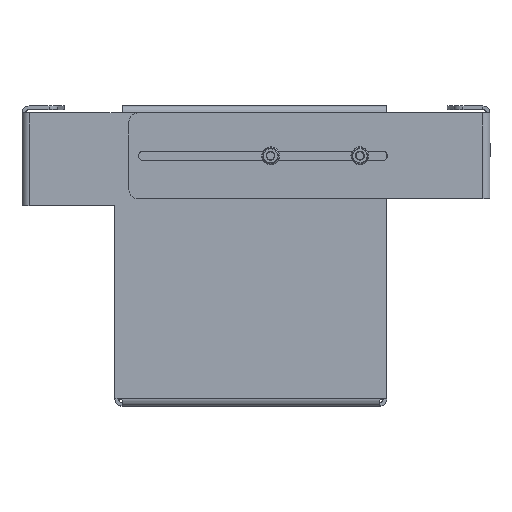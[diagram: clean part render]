
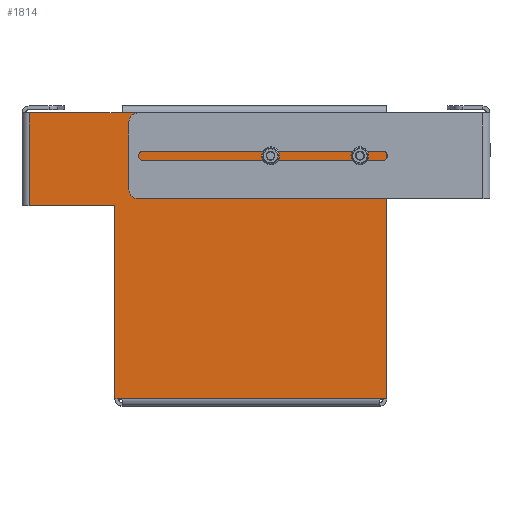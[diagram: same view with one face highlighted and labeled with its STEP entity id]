
A CAD part, top view. The second image highlights one B-rep face of the part: STEP entity #1814.
In plain terms, the highlighted planar face has unit normal (0, 0, 1).
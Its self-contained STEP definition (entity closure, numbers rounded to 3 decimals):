
#5 = VERTEX_POINT ( 'NONE', #3514 ) ;
#6 = VERTEX_POINT ( 'NONE', #5884 ) ;
#18 = CARTESIAN_POINT ( 'NONE',  ( 144., 2., 4. ) ) ;
#30 = CARTESIAN_POINT ( 'NONE',  ( -4., 2., 4. ) ) ;
#156 = EDGE_CURVE ( 'NONE', #5814, #2058, #3823, .T. ) ;
#210 = PLANE ( 'NONE',  #270 ) ;
#261 = CIRCLE ( 'NONE', #5430, 2.5 ) ;
#270 = AXIS2_PLACEMENT_3D ( 'NONE', #4391, #2344, #3339 ) ;
#379 = AXIS2_PLACEMENT_3D ( 'NONE', #617, #5766, #4385 ) ;
#394 = LINE ( 'NONE', #5372, #5115 ) ;
#423 = EDGE_CURVE ( 'NONE', #4050, #2886, #261, .T. ) ;
#440 = VERTEX_POINT ( 'NONE', #5954 ) ;
#443 = CARTESIAN_POINT ( 'NONE',  ( 0., 162., 4. ) ) ;
#498 = VERTEX_POINT ( 'NONE', #443 ) ;
#519 = ORIENTED_EDGE ( 'NONE', *, *, #2665, .F. ) ;
#543 = DIRECTION ( 'NONE',  ( 0., 1., 0. ) ) ;
#578 = ORIENTED_EDGE ( 'NONE', *, *, #423, .F. ) ;
#580 = EDGE_CURVE ( 'NONE', #2279, #5814, #3957, .T. ) ;
#617 = CARTESIAN_POINT ( 'NONE',  ( 83., 138., 4. ) ) ;
#657 = CARTESIAN_POINT ( 'NONE',  ( 133., 138., 4. ) ) ;
#663 = LINE ( 'NONE', #4430, #1881 ) ;
#671 = CARTESIAN_POINT ( 'NONE',  ( -4., 110., 4. ) ) ;
#673 = CIRCLE ( 'NONE', #379, 2.5 ) ;
#710 = ORIENTED_EDGE ( 'NONE', *, *, #156, .F. ) ;
#921 = DIRECTION ( 'NONE',  ( 0., 0., 1. ) ) ;
#974 = ORIENTED_EDGE ( 'NONE', *, *, #4490, .F. ) ;
#1098 = CARTESIAN_POINT ( 'NONE',  ( 85.5, 138., 4. ) ) ;
#1100 = LINE ( 'NONE', #18, #3388 ) ;
#1102 = EDGE_CURVE ( 'NONE', #440, #498, #2302, .T. ) ;
#1115 = LINE ( 'NONE', #2176, #2266 ) ;
#1122 = DIRECTION ( 'NONE',  ( 0., -1., 0. ) ) ;
#1186 = EDGE_CURVE ( 'NONE', #6, #2484, #673, .T. ) ;
#1257 = VECTOR ( 'NONE', #5657, 1000. ) ;
#1300 = CARTESIAN_POINT ( 'NONE',  ( 135.5, 138., 4. ) ) ;
#1301 = EDGE_CURVE ( 'NONE', #5, #498, #394, .T. ) ;
#1315 = CARTESIAN_POINT ( 'NONE',  ( -4., 2., 4. ) ) ;
#1403 = CARTESIAN_POINT ( 'NONE',  ( 144., 2., 4. ) ) ;
#1536 = DIRECTION ( 'NONE',  ( 1., 0., 0. ) ) ;
#1703 = EDGE_LOOP ( 'NONE', ( #974, #4551 ) ) ;
#1750 = EDGE_CURVE ( 'NONE', #5, #2382, #5826, .T. ) ;
#1814 = ADVANCED_FACE ( 'NONE', ( #4134, #1985, #1857 ), #210, .F. ) ;
#1857 = FACE_OUTER_BOUND ( 'NONE', #1943, .T. ) ;
#1881 = VECTOR ( 'NONE', #5769, 1000. ) ;
#1943 = EDGE_LOOP ( 'NONE', ( #5162, #5810, #4069, #710, #5612, #4383, #5356, #3689, #4427 ) ) ;
#1948 = LINE ( 'NONE', #30, #4239 ) ;
#1985 = FACE_BOUND ( 'NONE', #5541, .T. ) ;
#1998 = DIRECTION ( 'NONE',  ( 0., 0., 1. ) ) ;
#2058 = VERTEX_POINT ( 'NONE', #1315 ) ;
#2131 = VECTOR ( 'NONE', #1122, 1000. ) ;
#2145 = CARTESIAN_POINT ( 'NONE',  ( 83., 138., 4. ) ) ;
#2176 = CARTESIAN_POINT ( 'NONE',  ( 148., 2., 4. ) ) ;
#2266 = VECTOR ( 'NONE', #543, 1000. ) ;
#2279 = VERTEX_POINT ( 'NONE', #1403 ) ;
#2302 = LINE ( 'NONE', #3066, #4617 ) ;
#2344 = DIRECTION ( 'NONE',  ( 0., 0., -1. ) ) ;
#2382 = VERTEX_POINT ( 'NONE', #3072 ) ;
#2412 = CARTESIAN_POINT ( 'NONE',  ( 0., 2., 4. ) ) ;
#2428 = CARTESIAN_POINT ( 'NONE',  ( 0., 2., 4. ) ) ;
#2484 = VERTEX_POINT ( 'NONE', #1098 ) ;
#2551 = CIRCLE ( 'NONE', #4652, 2.5 ) ;
#2593 = DIRECTION ( 'NONE',  ( -1., 0., 0. ) ) ;
#2665 = EDGE_CURVE ( 'NONE', #2886, #4050, #2551, .T. ) ;
#2690 = CIRCLE ( 'NONE', #4674, 2.5 ) ;
#2784 = CARTESIAN_POINT ( 'NONE',  ( 130.5, 138., 4. ) ) ;
#2810 = DIRECTION ( 'NONE',  ( 0., 0., 1. ) ) ;
#2886 = VERTEX_POINT ( 'NONE', #1300 ) ;
#2929 = EDGE_CURVE ( 'NONE', #5039, #440, #1115, .T. ) ;
#3028 = CARTESIAN_POINT ( 'NONE',  ( 0., 2., 4. ) ) ;
#3066 = CARTESIAN_POINT ( 'NONE',  ( 148., 162., 4. ) ) ;
#3072 = CARTESIAN_POINT ( 'NONE',  ( -52., 110., 4. ) ) ;
#3339 = DIRECTION ( 'NONE',  ( -1., 0., 0. ) ) ;
#3356 = VERTEX_POINT ( 'NONE', #671 ) ;
#3388 = VECTOR ( 'NONE', #4121, 1000. ) ;
#3514 = CARTESIAN_POINT ( 'NONE',  ( -52., 162., 4. ) ) ;
#3689 = ORIENTED_EDGE ( 'NONE', *, *, #1102, .T. ) ;
#3717 = DIRECTION ( 'NONE',  ( 1., 0., 0. ) ) ;
#3819 = DIRECTION ( 'NONE',  ( 1., 0., 0. ) ) ;
#3823 = LINE ( 'NONE', #3028, #4931 ) ;
#3957 = LINE ( 'NONE', #2428, #1257 ) ;
#3975 = DIRECTION ( 'NONE',  ( -1., 0., 0. ) ) ;
#4050 = VERTEX_POINT ( 'NONE', #2784 ) ;
#4066 = CARTESIAN_POINT ( 'NONE',  ( 148., 2., 4. ) ) ;
#4069 = ORIENTED_EDGE ( 'NONE', *, *, #5573, .F. ) ;
#4121 = DIRECTION ( 'NONE',  ( 1., 0., 0. ) ) ;
#4134 = FACE_BOUND ( 'NONE', #1703, .T. ) ;
#4239 = VECTOR ( 'NONE', #4787, 1000. ) ;
#4250 = EDGE_CURVE ( 'NONE', #2279, #5039, #1100, .T. ) ;
#4263 = CARTESIAN_POINT ( 'NONE',  ( 133., 138., 4. ) ) ;
#4383 = ORIENTED_EDGE ( 'NONE', *, *, #4250, .T. ) ;
#4385 = DIRECTION ( 'NONE',  ( 1., 0., 0. ) ) ;
#4391 = CARTESIAN_POINT ( 'NONE',  ( 144., 0., 4. ) ) ;
#4427 = ORIENTED_EDGE ( 'NONE', *, *, #1301, .F. ) ;
#4430 = CARTESIAN_POINT ( 'NONE',  ( -56., 110., 4. ) ) ;
#4490 = EDGE_CURVE ( 'NONE', #2484, #6, #2690, .T. ) ;
#4551 = ORIENTED_EDGE ( 'NONE', *, *, #1186, .F. ) ;
#4617 = VECTOR ( 'NONE', #2593, 1000. ) ;
#4652 = AXIS2_PLACEMENT_3D ( 'NONE', #4263, #1998, #5478 ) ;
#4674 = AXIS2_PLACEMENT_3D ( 'NONE', #2145, #921, #3717 ) ;
#4787 = DIRECTION ( 'NONE',  ( 0., 1., 0. ) ) ;
#4931 = VECTOR ( 'NONE', #3975, 1000. ) ;
#4967 = CARTESIAN_POINT ( 'NONE',  ( -52., 162., 4. ) ) ;
#5039 = VERTEX_POINT ( 'NONE', #4066 ) ;
#5115 = VECTOR ( 'NONE', #3819, 1000. ) ;
#5162 = ORIENTED_EDGE ( 'NONE', *, *, #1750, .T. ) ;
#5356 = ORIENTED_EDGE ( 'NONE', *, *, #2929, .T. ) ;
#5372 = CARTESIAN_POINT ( 'NONE',  ( 148., 162., 4. ) ) ;
#5430 = AXIS2_PLACEMENT_3D ( 'NONE', #657, #2810, #1536 ) ;
#5478 = DIRECTION ( 'NONE',  ( 1., 0., 0. ) ) ;
#5541 = EDGE_LOOP ( 'NONE', ( #519, #578 ) ) ;
#5573 = EDGE_CURVE ( 'NONE', #2058, #3356, #1948, .T. ) ;
#5612 = ORIENTED_EDGE ( 'NONE', *, *, #580, .F. ) ;
#5657 = DIRECTION ( 'NONE',  ( -1., 0., 0. ) ) ;
#5766 = DIRECTION ( 'NONE',  ( 0., 0., 1. ) ) ;
#5769 = DIRECTION ( 'NONE',  ( 1., 0., 0. ) ) ;
#5810 = ORIENTED_EDGE ( 'NONE', *, *, #5813, .T. ) ;
#5813 = EDGE_CURVE ( 'NONE', #2382, #3356, #663, .T. ) ;
#5814 = VERTEX_POINT ( 'NONE', #2412 ) ;
#5826 = LINE ( 'NONE', #4967, #2131 ) ;
#5884 = CARTESIAN_POINT ( 'NONE',  ( 80.5, 138., 4. ) ) ;
#5954 = CARTESIAN_POINT ( 'NONE',  ( 148., 162., 4. ) ) ;
